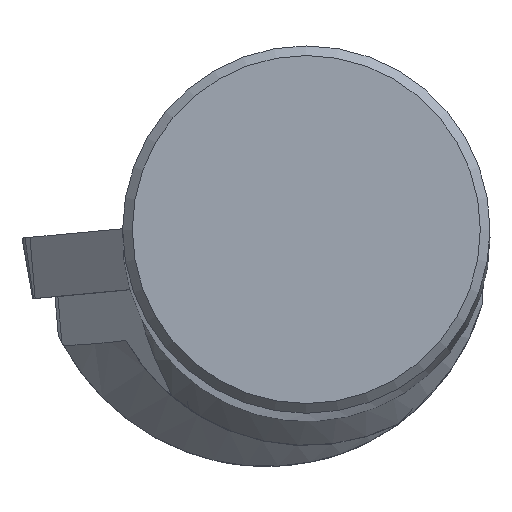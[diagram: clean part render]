
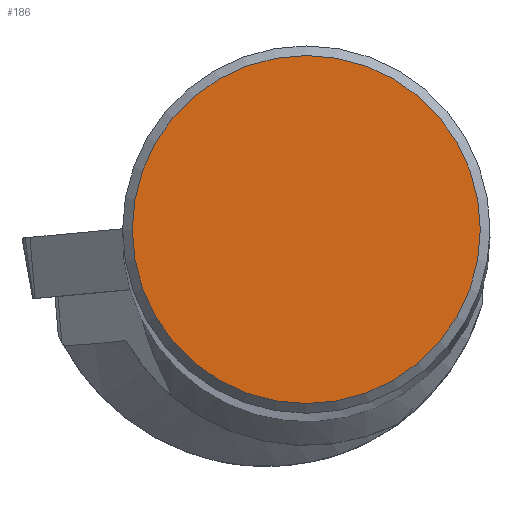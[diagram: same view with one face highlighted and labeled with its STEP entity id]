
A CAD part, top view. The second image highlights one B-rep face of the part: STEP entity #186.
In plain terms, the highlighted planar face has unit normal (0, 0, 1).
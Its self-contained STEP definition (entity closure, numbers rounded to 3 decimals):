
#147=FACE_OUTER_BOUND('',#362,.T.);
#186=ADVANCED_FACE('',(#147),#213,.T.);
#213=PLANE('',#930);
#362=EDGE_LOOP('',(#514));
#514=ORIENTED_EDGE('',*,*,#735,.T.);
#646=VERTEX_POINT('',#1544);
#735=EDGE_CURVE('',#646,#646,#779,.T.);
#779=CIRCLE('',#929,9.016);
#929=AXIS2_PLACEMENT_3D('',#1543,#1118,#1119);
#930=AXIS2_PLACEMENT_3D('',#1545,#1120,#1121);
#1118=DIRECTION('',(0.,0.,1.));
#1119=DIRECTION('',(1.,0.,0.));
#1120=DIRECTION('',(0.,0.,1.));
#1121=DIRECTION('',(1.,0.,0.));
#1543=CARTESIAN_POINT('',(0.,0.,0.));
#1544=CARTESIAN_POINT('',(9.016,0.,0.));
#1545=CARTESIAN_POINT('',(0.,0.,
0.));
